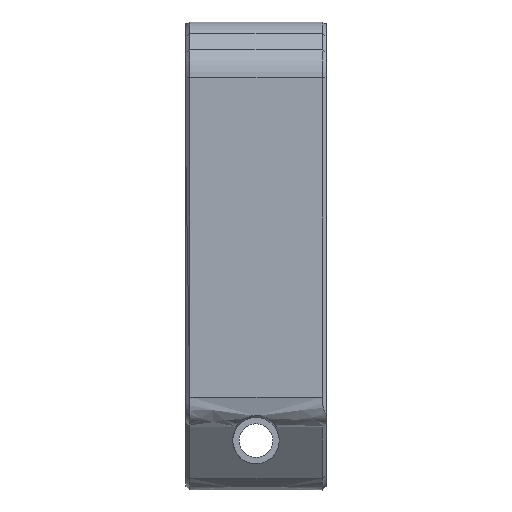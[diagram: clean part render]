
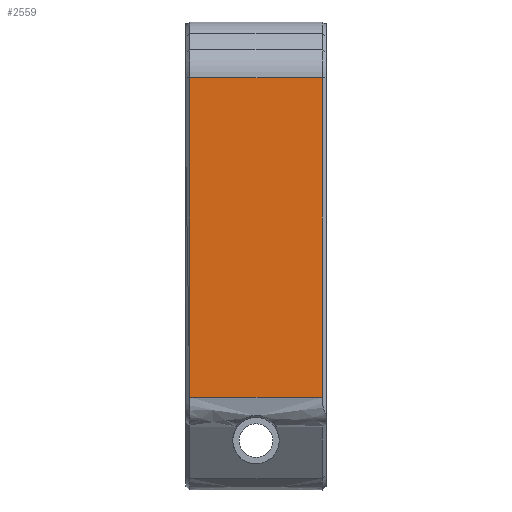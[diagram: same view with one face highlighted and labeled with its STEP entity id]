
A CAD part, front view. The second image highlights one B-rep face of the part: STEP entity #2559.
In plain terms, the highlighted planar face has unit normal (0, -1, 0).
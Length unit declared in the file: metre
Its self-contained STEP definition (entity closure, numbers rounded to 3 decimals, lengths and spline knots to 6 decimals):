
#70=B_SPLINE_CURVE_WITH_KNOTS('',3,(#3711,#3712,#3713,#3714),
 .UNSPECIFIED.,.F.,.F.,(4,4),(0.,1.),.UNSPECIFIED.);
#205=LINE('',#3707,#377);
#207=LINE('',#3716,#379);
#208=LINE('',#3718,#380);
#377=VECTOR('',#3014,1.);
#379=VECTOR('',#3018,1.);
#380=VECTOR('',#3019,1.);
#535=PLANE('',#2753);
#685=ORIENTED_EDGE('',*,*,#1464,.F.);
#686=ORIENTED_EDGE('',*,*,#1466,.T.);
#687=ORIENTED_EDGE('',*,*,#1467,.T.);
#688=ORIENTED_EDGE('',*,*,#1468,.F.);
#1464=EDGE_CURVE('',#1854,#1855,#205,.T.);
#1466=EDGE_CURVE('',#1854,#1856,#70,.T.);
#1467=EDGE_CURVE('',#1856,#1857,#207,.T.);
#1468=EDGE_CURVE('',#1855,#1857,#208,.T.);
#1854=VERTEX_POINT('',#3706);
#1855=VERTEX_POINT('',#3708);
#1856=VERTEX_POINT('',#3715);
#1857=VERTEX_POINT('',#3717);
#2157=EDGE_LOOP('',(#685,#686,#687,#688));
#2352=FACE_BOUND('',#2157,.T.);
#2559=ADVANCED_FACE('',(#2352),#535,.T.);
#2753=AXIS2_PLACEMENT_3D('',#3710,#3016,#3017);
#3014=DIRECTION('',(0.,0.,1.));
#3016=DIRECTION('',(0.,-1.,0.));
#3017=DIRECTION('',(0.,0.,-1.));
#3018=DIRECTION('',(0.,0.,1.));
#3019=DIRECTION('',(1.,0.,0.));
#3706=CARTESIAN_POINT('',(0.01331,-0.09243,-0.051484));
#3707=CARTESIAN_POINT('',(0.01331,-0.09243,-0.037191));
#3708=CARTESIAN_POINT('',(0.01331,-0.09243,-0.019141));
#3710=CARTESIAN_POINT('',(0.03111,-0.09243,-0.011059));
#3711=CARTESIAN_POINT('',(0.01331,-0.09243,-0.051484));
#3712=CARTESIAN_POINT('',(0.017777,-0.09243,-0.051484));
#3713=CARTESIAN_POINT('',(0.022243,-0.09243,-0.051484));
#3714=CARTESIAN_POINT('',(0.02671,-0.09243,-0.051484));
#3715=CARTESIAN_POINT('',(0.02671,-0.09243,-0.051484));
#3716=CARTESIAN_POINT('',(0.02671,-0.09243,-0.011059));
#3717=CARTESIAN_POINT('',(0.02671,-0.09243,-0.019141));
#3718=CARTESIAN_POINT('',(0.03111,-0.09243,-0.019141));
